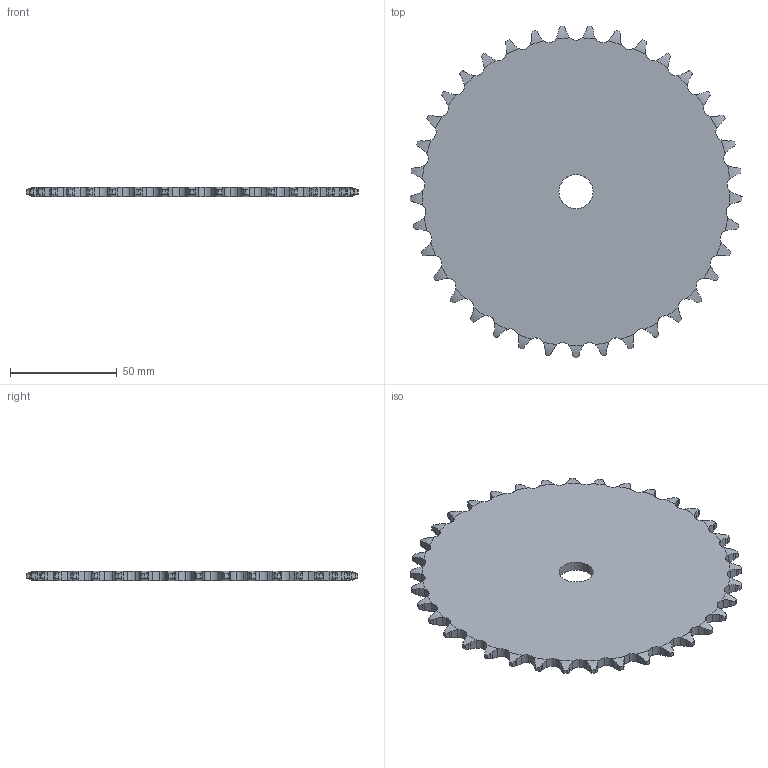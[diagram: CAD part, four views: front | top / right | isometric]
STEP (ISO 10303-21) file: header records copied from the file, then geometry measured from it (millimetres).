
FILE_DESCRIPTION(('FreeCAD Model'),'2;1');
FILE_NAME('Open CASCADE Shape Model','2022-02-19T15:51:25',('FreeCAD'),( 'FreeCAD'),'Open CASCADE STEP processor 7.4','FreeCAD','Unknown');
FILE_SCHEMA(('AUTOMOTIVE_DESIGN { 1 0 10303 214 1 1 1 1 }'));
Length unit declared in the file: millimetre
Products named in the file (1): Open CASCADE STEP translator 7.4 73
Bounding box: 155.62 x 155.49 x 4.5 mm (x, y, z)
Volume: 75217.7 mm3; surface area: 36797.1 mm2
Topology: 1 solids, 1 shells, 412 faces, 1230 edges, 820 vertices
Faces by surface type: cylinder 260, plane 76, torus 76
Full cylindrical faces by diameter (mm): 16 x1
Entity records: 36994 total; most frequent: CARTESIAN_POINT 16299, DIRECTION 2810, ORIENTED_EDGE 2460, PCURVE 2460, DEFINITIONAL_REPRESENTATION 2460, B_SPLINE_CURVE_WITH_KNOTS 1782, LINE 1380, VECTOR 1380
